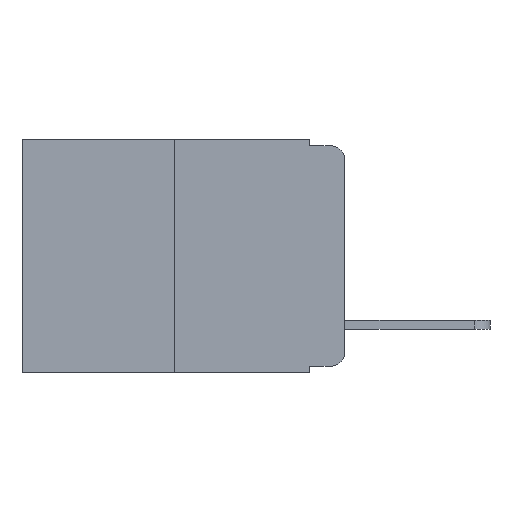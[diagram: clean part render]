
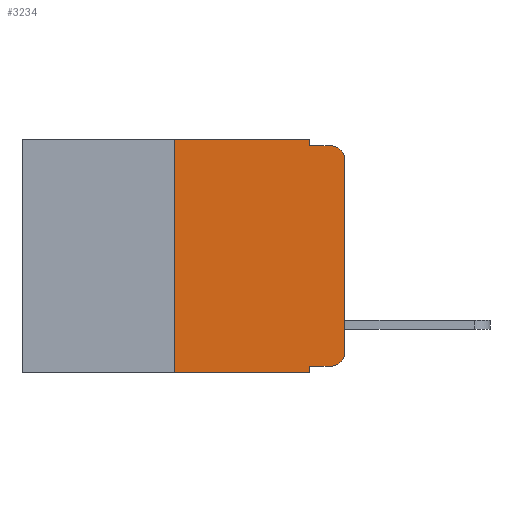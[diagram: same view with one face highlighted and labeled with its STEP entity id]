
A CAD part, left-side view. The second image highlights one B-rep face of the part: STEP entity #3234.
In plain terms, the highlighted planar face has unit normal (-1, 0, 0).
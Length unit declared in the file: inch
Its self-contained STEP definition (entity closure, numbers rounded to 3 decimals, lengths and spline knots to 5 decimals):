
#53 = CARTESIAN_POINT ( 'NONE',  ( 0., 0.051, 0. ) ) ;
#229 = EDGE_LOOP ( 'NONE', ( #3459, #4161, #7410, #2029, #2318, #2416, #2504, #2805, #2986, #2938 ) ) ;
#385 = DIRECTION ( 'NONE',  ( 0., -1., 0. ) ) ;
#511 = CARTESIAN_POINT ( 'NONE',  ( 0., 0.473, -0.343 ) ) ;
#869 = CARTESIAN_POINT ( 'NONE',  ( 0., 0.02, -0.01 ) ) ;
#1172 = VERTEX_POINT ( 'NONE', #53 ) ;
#1312 = VERTEX_POINT ( 'NONE', #9586 ) ;
#1977 = VERTEX_POINT ( 'NONE', #10114 ) ;
#2029 = ORIENTED_EDGE ( 'NONE', *, *, #12402, .F. ) ;
#2135 = VECTOR ( 'NONE', #12767, 39.37008 ) ;
#2318 = ORIENTED_EDGE ( 'NONE', *, *, #7901, .F. ) ;
#2416 = ORIENTED_EDGE ( 'NONE', *, *, #12516, .F. ) ;
#2504 = ORIENTED_EDGE ( 'NONE', *, *, #10296, .T. ) ;
#2550 = VERTEX_POINT ( 'NONE', #9889 ) ;
#2653 = VERTEX_POINT ( 'NONE', #8043 ) ;
#2805 = ORIENTED_EDGE ( 'NONE', *, *, #12591, .F. ) ;
#2938 = ORIENTED_EDGE ( 'NONE', *, *, #12690, .T. ) ;
#2986 = ORIENTED_EDGE ( 'NONE', *, *, #12676, .T. ) ;
#3205 = CARTESIAN_POINT ( 'NONE',  ( 0., 0., -0.03 ) ) ;
#3234 = ADVANCED_FACE ( 'NONE', ( #6349 ), #12548, .F. ) ;
#3459 = ORIENTED_EDGE ( 'NONE', *, *, #12300, .T. ) ;
#3941 = CIRCLE ( 'NONE', #4540, 0.02 ) ;
#4121 = DIRECTION ( 'NONE',  ( 0., 0., -1. ) ) ;
#4134 = DIRECTION ( 'NONE',  ( -1., 0., 0. ) ) ;
#4151 = CARTESIAN_POINT ( 'NONE',  ( 0., 0.02, -0.313 ) ) ;
#4161 = ORIENTED_EDGE ( 'NONE', *, *, #12318, .T. ) ;
#4306 = DIRECTION ( 'NONE',  ( 0., -1., 0. ) ) ;
#4316 = LINE ( 'NONE', #8004, #7614 ) ;
#4334 = CARTESIAN_POINT ( 'NONE',  ( 0., 0.051, -0.333 ) ) ;
#4376 = AXIS2_PLACEMENT_3D ( 'NONE', #4151, #4134, #4121 ) ;
#4499 = LINE ( 'NONE', #6971, #9843 ) ;
#4540 = AXIS2_PLACEMENT_3D ( 'NONE', #7815, #7811, #7786 ) ;
#4876 = VECTOR ( 'NONE', #7122, 39.37008 ) ;
#4990 = VERTEX_POINT ( 'NONE', #869 ) ;
#5320 = DIRECTION ( 'NONE',  ( 0., 0., -1. ) ) ;
#5374 = CARTESIAN_POINT ( 'NONE',  ( 0., 0.051, 0. ) ) ;
#5415 = VECTOR ( 'NONE', #5868, 39.37008 ) ;
#5487 = VECTOR ( 'NONE', #385, 39.37008 ) ;
#5868 = DIRECTION ( 'NONE',  ( 0., 0., 1. ) ) ;
#5886 = CARTESIAN_POINT ( 'NONE',  ( 0., 0.25, 0. ) ) ;
#5920 = DIRECTION ( 'NONE',  ( 0., 0., -1. ) ) ;
#5928 = VERTEX_POINT ( 'NONE', #3205 ) ;
#6349 = FACE_OUTER_BOUND ( 'NONE', #229, .T. ) ;
#6712 = CARTESIAN_POINT ( 'NONE',  ( 0., 0.02, -0.333 ) ) ;
#6873 = DIRECTION ( 'NONE',  ( 0., 0., -1. ) ) ;
#6971 = CARTESIAN_POINT ( 'NONE',  ( 0., 0.051, 0. ) ) ;
#7122 = DIRECTION ( 'NONE',  ( 0., -1., 0. ) ) ;
#7138 = CARTESIAN_POINT ( 'NONE',  ( 0., 0.051, -0.01 ) ) ;
#7410 = ORIENTED_EDGE ( 'NONE', *, *, #12386, .F. ) ;
#7614 = VECTOR ( 'NONE', #7979, 39.37008 ) ;
#7786 = DIRECTION ( 'NONE',  ( 0., 0., -1. ) ) ;
#7811 = DIRECTION ( 'NONE',  ( -1., 0., 0. ) ) ;
#7815 = CARTESIAN_POINT ( 'NONE',  ( 0., 0.02, -0.03 ) ) ;
#7848 = AXIS2_PLACEMENT_3D ( 'NONE', #12313, #11084, #5920 ) ;
#7901 = EDGE_CURVE ( 'NONE', #11755, #1172, #13138, .T. ) ;
#7979 = DIRECTION ( 'NONE',  ( 0., 0., 1. ) ) ;
#8004 = CARTESIAN_POINT ( 'NONE',  ( 0., 0., 0. ) ) ;
#8043 = CARTESIAN_POINT ( 'NONE',  ( 0., 0.051, -0.333 ) ) ;
#8305 = LINE ( 'NONE', #511, #5487 ) ;
#9371 = VECTOR ( 'NONE', #5320, 39.37008 ) ;
#9586 = CARTESIAN_POINT ( 'NONE',  ( 0., 0., -0.313 ) ) ;
#9843 = VECTOR ( 'NONE', #6873, 39.37008 ) ;
#9889 = CARTESIAN_POINT ( 'NONE',  ( 0., 0.25, -0.343 ) ) ;
#10114 = CARTESIAN_POINT ( 'NONE',  ( 0., 0.051, -0.01 ) ) ;
#10296 = EDGE_CURVE ( 'NONE', #2550, #11376, #8305, .T. ) ;
#10379 = CIRCLE ( 'NONE', #4376, 0.02 ) ;
#10387 = LINE ( 'NONE', #7138, #4876 ) ;
#11084 = DIRECTION ( 'NONE',  ( 1., 0., 0. ) ) ;
#11376 = VERTEX_POINT ( 'NONE', #13440 ) ;
#11672 = CARTESIAN_POINT ( 'NONE',  ( 0., 0.25, 0. ) ) ;
#11755 = VERTEX_POINT ( 'NONE', #11672 ) ;
#12125 = LINE ( 'NONE', #5374, #9371 ) ;
#12254 = VECTOR ( 'NONE', #4306, 39.37008 ) ;
#12300 = EDGE_CURVE ( 'NONE', #1312, #5928, #4316, .T. ) ;
#12313 = CARTESIAN_POINT ( 'NONE',  ( 0., 0.473, 0. ) ) ;
#12318 = EDGE_CURVE ( 'NONE', #5928, #4990, #3941, .T. ) ;
#12386 = EDGE_CURVE ( 'NONE', #1977, #4990, #10387, .T. ) ;
#12402 = EDGE_CURVE ( 'NONE', #1172, #1977, #4499, .T. ) ;
#12419 = VERTEX_POINT ( 'NONE', #6712 ) ;
#12516 = EDGE_CURVE ( 'NONE', #2550, #11755, #12924, .T. ) ;
#12536 = LINE ( 'NONE', #4334, #12254 ) ;
#12548 = PLANE ( 'NONE',  #7848 ) ;
#12591 = EDGE_CURVE ( 'NONE', #2653, #11376, #12125, .T. ) ;
#12676 = EDGE_CURVE ( 'NONE', #2653, #12419, #12536, .T. ) ;
#12690 = EDGE_CURVE ( 'NONE', #12419, #1312, #10379, .T. ) ;
#12767 = DIRECTION ( 'NONE',  ( 0., -1., 0. ) ) ;
#12822 = CARTESIAN_POINT ( 'NONE',  ( 0., 0.473, 0. ) ) ;
#12924 = LINE ( 'NONE', #5886, #5415 ) ;
#13138 = LINE ( 'NONE', #12822, #2135 ) ;
#13440 = CARTESIAN_POINT ( 'NONE',  ( 0., 0.051, -0.343 ) ) ;
